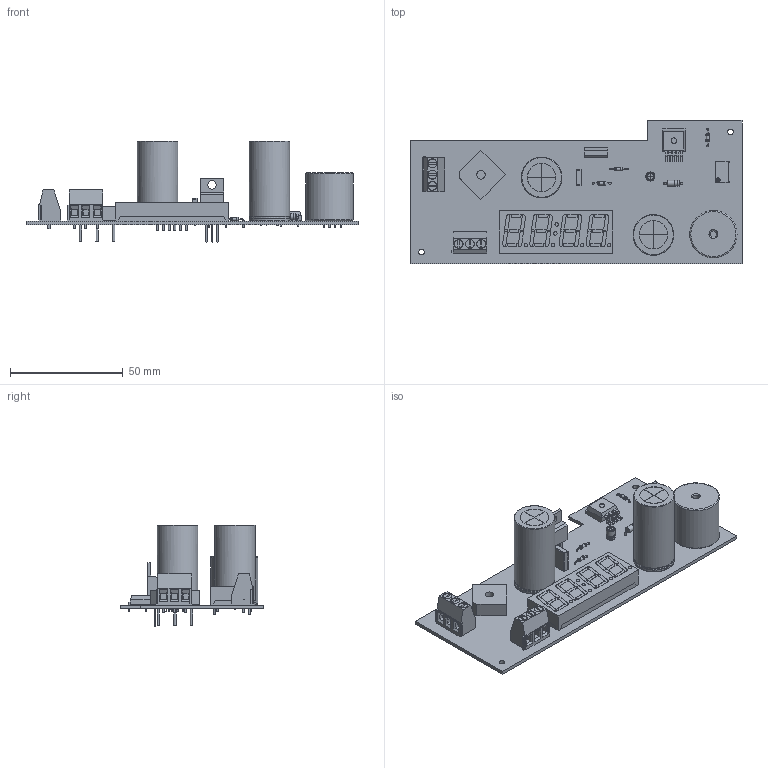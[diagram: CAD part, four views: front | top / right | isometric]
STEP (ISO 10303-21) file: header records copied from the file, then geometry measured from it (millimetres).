
FILE_DESCRIPTION(('KiCad electronic assembly'),'2;1');
FILE_NAME('PSU.step','2021-12-30T13:45:35',('An Author'),('A Company'), 'Open CASCADE STEP processor 6.9','KiCad to STEP converter','Unknown' );
FILE_SCHEMA(('AUTOMOTIVE_DESIGN { 1 0 10303 214 1 1 1 1 }'));
Length unit declared in the file: millimetre
Products named in the file (26): Open CASCADE STEP translator 6.9 1; Potentiometer_Bourns_3299Y_Vertical; SOLID; TerminalBlock_Phoenix_MKDS-1,5-3_1x03_P5.00mm_Horizontal; CA56-12SYKWA; C_Radial_D18.0mm_H35.5mm_P7.50mm; R_Axial_DIN0204_L3.6mm_D1.6mm_P7.62mm_Horizontal; C_Radial_D4.0mm_H5.0mm_P1.50mm; TO-263-5_TabPin3; TO-220-3_Vertical; L_Radial_D21.0mm_P14.61mm_Vishay_IHB-2; D_A-405_P7.62mm_Horizontal; Diode_Bridge_Vishay_KBPC6; C_Rect_L7.0mm_W2.5mm_P5.00mm; COMPOUND
Assembly tree (29 placements, depth 3):
  Open CASCADE STEP translator 6.9 1
    Potentiometer_Bourns_3299Y_Vertical
      SOLID
    TerminalBlock_Phoenix_MKDS-1,5-3_1x03_P5.00mm_Horizontal  x2
      SOLID
    CA56-12SYKWA
      SOLID
    C_Radial_D18.0mm_H35.5mm_P7.50mm  x2
      SOLID
    R_Axial_DIN0204_L3.6mm_D1.6mm_P7.62mm_Horizontal  x3
      SOLID
    C_Radial_D4.0mm_H5.0mm_P1.50mm
      SOLID
    TO-263-5_TabPin3
      SOLID
    TO-220-3_Vertical
      SOLID
    L_Radial_D21.0mm_P14.61mm_Vishay_IHB-2
      SOLID
    D_A-405_P7.62mm_Horizontal
      SOLID
    Diode_Bridge_Vishay_KBPC6
      SOLID
    C_Rect_L7.0mm_W2.5mm_P5.00mm
      SOLID
    COMPOUND
Bounding box: 147.32 x 63.5 x 45.25 mm (x, y, z)
Volume: 52522.7 mm3; surface area: 35531.1 mm2
Topology: 17 solids, 20 shells, 967 faces, 2338 edges, 1506 vertices
Faces by surface type: plane 698, cylinder 200, bspline 30, torus 22, revolution 9, sphere 8
Full cylindrical faces by diameter (mm): 0.3 x2, 0.5 x14, 0.51 x3, 0.6 x6, 0.7 x6, 0.8 x21, 0.9 x2, 1 x18, 1.1 x7, 1.3 x12, 1.44 x3, 1.5 x6, 1.6 x6, 2 x1, 2.5 x3, 2.7 x2, 2.72 x1, 2.8 x3, 2.92 x1, 3.735 x1, 3.8 x7, 4 x8, 12.6 x6, 18 x4, 21 x1
Entity records: 54802 total; most frequent: CARTESIAN_POINT 10460, DIRECTION 7381, LINE 4753, VECTOR 4753, ORIENTED_EDGE 3786, PCURVE 3786, DEFINITIONAL_REPRESENTATION 3786, EDGE_CURVE 1893
